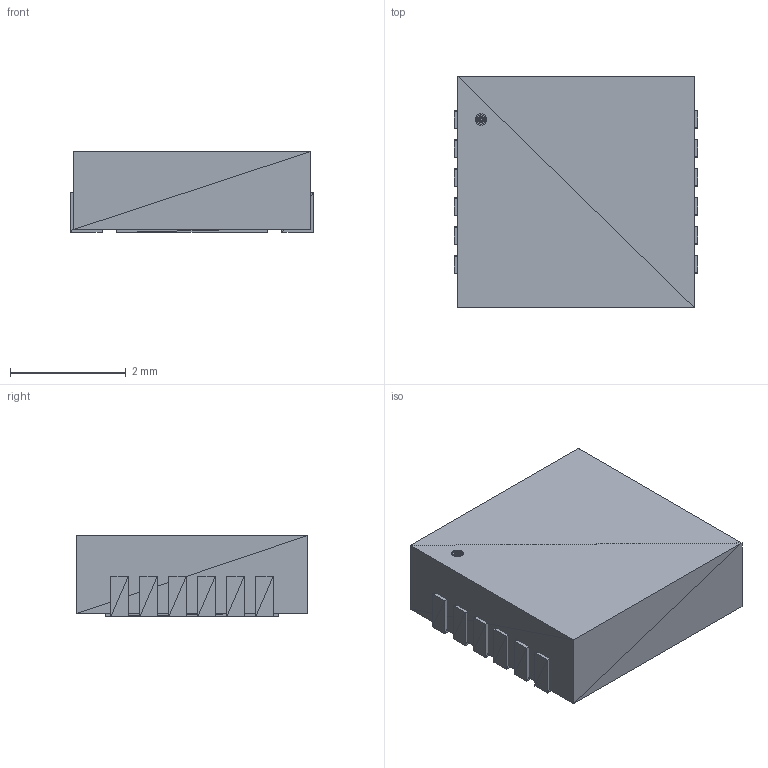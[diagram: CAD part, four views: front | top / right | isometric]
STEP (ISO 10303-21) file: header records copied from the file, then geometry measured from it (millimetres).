
FILE_DESCRIPTION(('STEP AP214'),'1');
FILE_NAME('DNT12','2016-06-26T18:07:07',(''),(''),'','','');
FILE_SCHEMA(('AUTOMOTIVE_DESIGN'));
Length unit declared in the file: millimetre
Products named in the file (1): product
Bounding box: 4.2 x 4 x 1.4 mm (x, y, z)
Surface area: 81.4 mm2 (no closed solid volume)
Topology: 0 solids, 198 shells, 198 faces, 594 edges, 594 vertices
Faces by surface type: plane 198
Entity records: 6593 total; most frequent: CARTESIAN_POINT 1387, DIRECTION 992, ORIENTED_EDGE 594, EDGE_CURVE 594, VERTEX_POINT 594, LINE 594, VECTOR 594, AXIS2_PLACEMENT_3D 199
